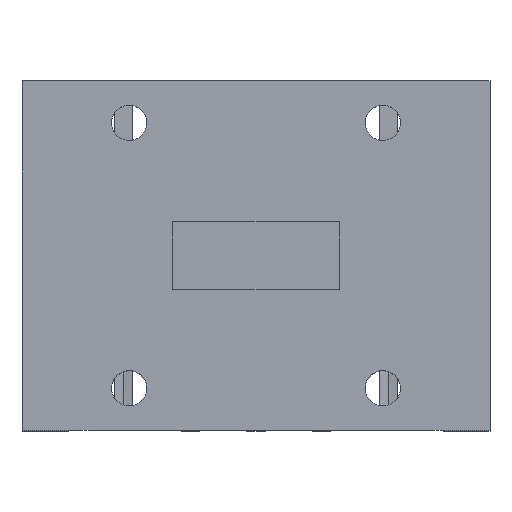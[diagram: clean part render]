
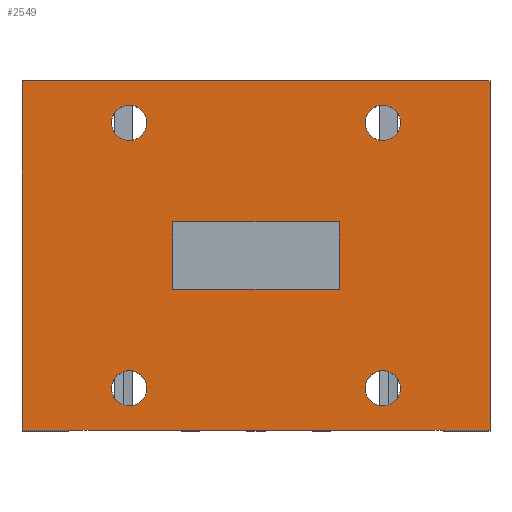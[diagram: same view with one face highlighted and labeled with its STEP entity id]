
A CAD part, top view. The second image highlights one B-rep face of the part: STEP entity #2549.
In plain terms, the highlighted planar face has unit normal (0, 0, 1).
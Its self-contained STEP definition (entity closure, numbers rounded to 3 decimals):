
#29 = CARTESIAN_POINT ( 'NONE',  ( -22.343, -14.257, 45. ) ) ;
#73 = AXIS2_PLACEMENT_3D ( 'NONE', #6744, #4547, #8066 ) ;
#129 = FACE_OUTER_BOUND ( 'NONE', #3709, .T. ) ;
#158 = EDGE_CURVE ( 'NONE', #5993, #8652, #1293, .T. ) ;
#204 = AXIS2_PLACEMENT_3D ( 'NONE', #5346, #2244, #7906 ) ;
#241 = EDGE_CURVE ( 'NONE', #760, #4312, #731, .T. ) ;
#275 = VECTOR ( 'NONE', #8356, 1000. ) ;
#316 = ORIENTED_EDGE ( 'NONE', *, *, #5087, .F. ) ;
#367 = CIRCLE ( 'NONE', #5669, 1.13 ) ;
#403 = DIRECTION ( 'NONE',  ( 0., 0., 1. ) ) ;
#406 = CARTESIAN_POINT ( 'NONE',  ( -16.603, 5.453, 45. ) ) ;
#493 = CARTESIAN_POINT ( 'NONE',  ( -22.343, 8.143, 45. ) ) ;
#515 = AXIS2_PLACEMENT_3D ( 'NONE', #7419, #403, #8887 ) ;
#597 = VERTEX_POINT ( 'NONE', #5582 ) ;
#599 = LINE ( 'NONE', #5740, #7173 ) ;
#606 = VECTOR ( 'NONE', #7099, 1000. ) ;
#639 = EDGE_LOOP ( 'NONE', ( #3423, #6781, #3255, #4028 ) ) ;
#731 = LINE ( 'NONE', #2298, #8070 ) ;
#760 = VERTEX_POINT ( 'NONE', #869 ) ;
#823 = EDGE_CURVE ( 'NONE', #597, #5675, #4305, .T. ) ;
#869 = CARTESIAN_POINT ( 'NONE',  ( -12.678, -0.897, 45. ) ) ;
#918 = LINE ( 'NONE', #3263, #7826 ) ;
#949 = VERTEX_POINT ( 'NONE', #4074 ) ;
#1030 = CARTESIAN_POINT ( 'NONE',  ( -12.678, -5.217, 45. ) ) ;
#1054 = VERTEX_POINT ( 'NONE', #2212 ) ;
#1122 = FACE_BOUND ( 'NONE', #5440, .T. ) ;
#1166 = CARTESIAN_POINT ( 'NONE',  ( 1.918, 5.453, 45. ) ) ;
#1212 = ORIENTED_EDGE ( 'NONE', *, *, #7387, .F. ) ;
#1293 = CIRCLE ( 'NONE', #73, 1.13 ) ;
#1348 = FACE_BOUND ( 'NONE', #7631, .T. ) ;
#2193 = DIRECTION ( 'NONE',  ( -1., 0., 0. ) ) ;
#2207 = ORIENTED_EDGE ( 'NONE', *, *, #3349, .F. ) ;
#2212 = CARTESIAN_POINT ( 'NONE',  ( 7.657, -14.257, 45. ) ) ;
#2244 = DIRECTION ( 'NONE',  ( 0., 0., 1. ) ) ;
#2298 = CARTESIAN_POINT ( 'NONE',  ( -12.678, -5.217, 45. ) ) ;
#2413 = ORIENTED_EDGE ( 'NONE', *, *, #3475, .F. ) ;
#2419 = EDGE_CURVE ( 'NONE', #8652, #5993, #4588, .T. ) ;
#2421 = VERTEX_POINT ( 'NONE', #3693 ) ;
#2430 = DIRECTION ( 'NONE',  ( 1., 0., 0. ) ) ;
#2513 = LINE ( 'NONE', #5030, #5731 ) ;
#2549 = ADVANCED_FACE ( 'NONE', ( #129, #1348, #6035, #6364, #3051, #1122 ), #2651, .F. ) ;
#2573 = VERTEX_POINT ( 'NONE', #6838 ) ;
#2651 = PLANE ( 'NONE',  #4465 ) ;
#2768 = ORIENTED_EDGE ( 'NONE', *, *, #3128, .F. ) ;
#2783 = DIRECTION ( 'NONE',  ( 1., 0., 0. ) ) ;
#2807 = EDGE_LOOP ( 'NONE', ( #7549, #2768 ) ) ;
#2852 = CIRCLE ( 'NONE', #7070, 1.13 ) ;
#2925 = CARTESIAN_POINT ( 'NONE',  ( 0.787, -11.567, 45. ) ) ;
#2982 = CIRCLE ( 'NONE', #3170, 1.13 ) ;
#2997 = VERTEX_POINT ( 'NONE', #29 ) ;
#3051 = FACE_BOUND ( 'NONE', #2807, .T. ) ;
#3062 = CARTESIAN_POINT ( 'NONE',  ( -14.342, -11.567, 45. ) ) ;
#3097 = VERTEX_POINT ( 'NONE', #5983 ) ;
#3128 = EDGE_CURVE ( 'NONE', #2421, #7057, #8047, .T. ) ;
#3170 = AXIS2_PLACEMENT_3D ( 'NONE', #2925, #6463, #7159 ) ;
#3255 = ORIENTED_EDGE ( 'NONE', *, *, #241, .F. ) ;
#3263 = CARTESIAN_POINT ( 'NONE',  ( 7.657, 8.143, 45. ) ) ;
#3349 = EDGE_CURVE ( 'NONE', #1054, #2997, #2513, .T. ) ;
#3388 = DIRECTION ( 'NONE',  ( -1., 0., 0. ) ) ;
#3423 = ORIENTED_EDGE ( 'NONE', *, *, #823, .F. ) ;
#3449 = VECTOR ( 'NONE', #5850, 1000. ) ;
#3458 = DIRECTION ( 'NONE',  ( 0., 0., 1. ) ) ;
#3475 = EDGE_CURVE ( 'NONE', #3097, #7323, #2852, .T. ) ;
#3490 = DIRECTION ( 'NONE',  ( 0., 0., 1. ) ) ;
#3519 = CIRCLE ( 'NONE', #515, 1.13 ) ;
#3649 = CARTESIAN_POINT ( 'NONE',  ( -2.008, -0.897, 45. ) ) ;
#3693 = CARTESIAN_POINT ( 'NONE',  ( 1.918, -11.567, 45. ) ) ;
#3709 = EDGE_LOOP ( 'NONE', ( #2207, #5021, #4548, #4435 ) ) ;
#3885 = DIRECTION ( 'NONE',  ( 1., 0., 0. ) ) ;
#4028 = ORIENTED_EDGE ( 'NONE', *, *, #6822, .F. ) ;
#4074 = CARTESIAN_POINT ( 'NONE',  ( 7.657, 8.143, 45. ) ) ;
#4294 = CIRCLE ( 'NONE', #7250, 1.13 ) ;
#4305 = LINE ( 'NONE', #4436, #3449 ) ;
#4312 = VERTEX_POINT ( 'NONE', #8957 ) ;
#4435 = ORIENTED_EDGE ( 'NONE', *, *, #6911, .T. ) ;
#4436 = CARTESIAN_POINT ( 'NONE',  ( -2.008, -5.217, 45. ) ) ;
#4465 = AXIS2_PLACEMENT_3D ( 'NONE', #493, #7609, #3388 ) ;
#4473 = CARTESIAN_POINT ( 'NONE',  ( -15.473, 5.453, 45. ) ) ;
#4547 = DIRECTION ( 'NONE',  ( 0., 0., 1. ) ) ;
#4548 = ORIENTED_EDGE ( 'NONE', *, *, #7332, .F. ) ;
#4588 = CIRCLE ( 'NONE', #204, 1.13 ) ;
#4766 = DIRECTION ( 'NONE',  ( 0., 0., 1. ) ) ;
#5021 = ORIENTED_EDGE ( 'NONE', *, *, #7835, .F. ) ;
#5030 = CARTESIAN_POINT ( 'NONE',  ( 7.657, -14.257, 45. ) ) ;
#5087 = EDGE_CURVE ( 'NONE', #8414, #8192, #3519, .T. ) ;
#5346 = CARTESIAN_POINT ( 'NONE',  ( 0.787, 5.453, 45. ) ) ;
#5398 = LINE ( 'NONE', #1030, #7933 ) ;
#5440 = EDGE_LOOP ( 'NONE', ( #316, #1212 ) ) ;
#5582 = CARTESIAN_POINT ( 'NONE',  ( -2.008, -5.217, 45. ) ) ;
#5669 = AXIS2_PLACEMENT_3D ( 'NONE', #6237, #3458, #2783 ) ;
#5675 = VERTEX_POINT ( 'NONE', #7343 ) ;
#5698 = CARTESIAN_POINT ( 'NONE',  ( -0.343, 5.453, 45. ) ) ;
#5731 = VECTOR ( 'NONE', #2193, 1000. ) ;
#5740 = CARTESIAN_POINT ( 'NONE',  ( -22.343, 8.143, 45. ) ) ;
#5845 = EDGE_CURVE ( 'NONE', #7323, #3097, #367, .T. ) ;
#5850 = DIRECTION ( 'NONE',  ( 0., 1., 0. ) ) ;
#5892 = DIRECTION ( 'NONE',  ( 0., -1., 0. ) ) ;
#5983 = CARTESIAN_POINT ( 'NONE',  ( -14.342, 5.453, 45. ) ) ;
#5993 = VERTEX_POINT ( 'NONE', #1166 ) ;
#6035 = FACE_BOUND ( 'NONE', #7629, .T. ) ;
#6098 = ORIENTED_EDGE ( 'NONE', *, *, #5845, .F. ) ;
#6179 = DIRECTION ( 'NONE',  ( -1., 0., 0. ) ) ;
#6207 = CARTESIAN_POINT ( 'NONE',  ( -16.603, -11.567, 45. ) ) ;
#6237 = CARTESIAN_POINT ( 'NONE',  ( -15.473, 5.453, 45. ) ) ;
#6364 = FACE_BOUND ( 'NONE', #639, .T. ) ;
#6463 = DIRECTION ( 'NONE',  ( 0., 0., 1. ) ) ;
#6465 = DIRECTION ( 'NONE',  ( 0., -1., 0. ) ) ;
#6744 = CARTESIAN_POINT ( 'NONE',  ( 0.787, 5.453, 45. ) ) ;
#6781 = ORIENTED_EDGE ( 'NONE', *, *, #7706, .F. ) ;
#6822 = EDGE_CURVE ( 'NONE', #5675, #760, #7400, .T. ) ;
#6838 = CARTESIAN_POINT ( 'NONE',  ( -22.343, 8.143, 45. ) ) ;
#6847 = LINE ( 'NONE', #7682, #275 ) ;
#6863 = EDGE_CURVE ( 'NONE', #7057, #2421, #2982, .T. ) ;
#6911 = EDGE_CURVE ( 'NONE', #2573, #2997, #599, .T. ) ;
#7057 = VERTEX_POINT ( 'NONE', #7506 ) ;
#7070 = AXIS2_PLACEMENT_3D ( 'NONE', #4473, #8106, #3885 ) ;
#7099 = DIRECTION ( 'NONE',  ( -1., 0., 0. ) ) ;
#7159 = DIRECTION ( 'NONE',  ( -1., 0., 0. ) ) ;
#7173 = VECTOR ( 'NONE', #5892, 1000. ) ;
#7250 = AXIS2_PLACEMENT_3D ( 'NONE', #9019, #3490, #7616 ) ;
#7323 = VERTEX_POINT ( 'NONE', #406 ) ;
#7332 = EDGE_CURVE ( 'NONE', #2573, #949, #6847, .T. ) ;
#7343 = CARTESIAN_POINT ( 'NONE',  ( -2.008, -0.897, 45. ) ) ;
#7387 = EDGE_CURVE ( 'NONE', #8192, #8414, #4294, .T. ) ;
#7400 = LINE ( 'NONE', #3649, #606 ) ;
#7419 = CARTESIAN_POINT ( 'NONE',  ( -15.473, -11.567, 45. ) ) ;
#7429 = ORIENTED_EDGE ( 'NONE', *, *, #2419, .F. ) ;
#7506 = CARTESIAN_POINT ( 'NONE',  ( -0.343, -11.567, 45. ) ) ;
#7549 = ORIENTED_EDGE ( 'NONE', *, *, #6863, .F. ) ;
#7609 = DIRECTION ( 'NONE',  ( 0., 0., -1. ) ) ;
#7616 = DIRECTION ( 'NONE',  ( -1., 0., 0. ) ) ;
#7629 = EDGE_LOOP ( 'NONE', ( #8890, #7429 ) ) ;
#7631 = EDGE_LOOP ( 'NONE', ( #2413, #6098 ) ) ;
#7682 = CARTESIAN_POINT ( 'NONE',  ( -22.343, 8.143, 45. ) ) ;
#7706 = EDGE_CURVE ( 'NONE', #4312, #597, #5398, .T. ) ;
#7826 = VECTOR ( 'NONE', #9037, 1000. ) ;
#7835 = EDGE_CURVE ( 'NONE', #949, #1054, #918, .T. ) ;
#7906 = DIRECTION ( 'NONE',  ( 1., 0., 0. ) ) ;
#7933 = VECTOR ( 'NONE', #2430, 1000. ) ;
#8047 = CIRCLE ( 'NONE', #8912, 1.13 ) ;
#8066 = DIRECTION ( 'NONE',  ( 1., 0., 0. ) ) ;
#8070 = VECTOR ( 'NONE', #6465, 1000. ) ;
#8106 = DIRECTION ( 'NONE',  ( 0., 0., 1. ) ) ;
#8192 = VERTEX_POINT ( 'NONE', #3062 ) ;
#8278 = CARTESIAN_POINT ( 'NONE',  ( 0.787, -11.567, 45. ) ) ;
#8356 = DIRECTION ( 'NONE',  ( 1., 0., 0. ) ) ;
#8414 = VERTEX_POINT ( 'NONE', #6207 ) ;
#8652 = VERTEX_POINT ( 'NONE', #5698 ) ;
#8887 = DIRECTION ( 'NONE',  ( -1., 0., 0. ) ) ;
#8890 = ORIENTED_EDGE ( 'NONE', *, *, #158, .F. ) ;
#8912 = AXIS2_PLACEMENT_3D ( 'NONE', #8278, #4766, #6179 ) ;
#8957 = CARTESIAN_POINT ( 'NONE',  ( -12.678, -5.217, 45. ) ) ;
#9019 = CARTESIAN_POINT ( 'NONE',  ( -15.473, -11.567, 45. ) ) ;
#9037 = DIRECTION ( 'NONE',  ( 0., -1., 0. ) ) ;
